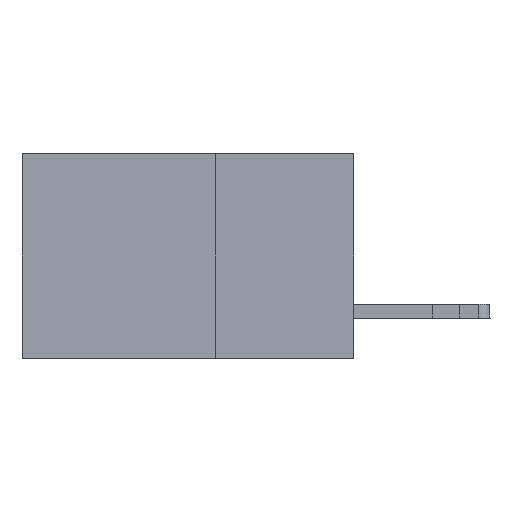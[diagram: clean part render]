
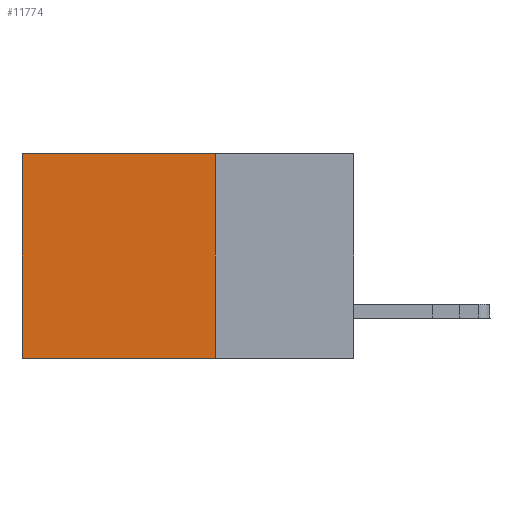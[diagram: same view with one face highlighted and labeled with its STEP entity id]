
A CAD part, left-side view. The second image highlights one B-rep face of the part: STEP entity #11774.
In plain terms, the highlighted planar face has unit normal (-1, 0, 0).
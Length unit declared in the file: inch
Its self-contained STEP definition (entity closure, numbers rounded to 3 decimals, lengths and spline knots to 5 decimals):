
#386 = CARTESIAN_POINT ( 'NONE',  ( 0.2875, 0.25, 0. ) ) ;
#923 = CARTESIAN_POINT ( 'NONE',  ( 0.2875, 0.6, -0.37 ) ) ;
#1680 = LINE ( 'NONE', #4072, #12046 ) ;
#2764 = EDGE_CURVE ( 'NONE', #13757, #12463, #1680, .T. ) ;
#4072 = CARTESIAN_POINT ( 'NONE',  ( 0.2875, 0.25, -0.37 ) ) ;
#4696 = DIRECTION ( 'NONE',  ( 1., 0., 0. ) ) ;
#4747 = EDGE_CURVE ( 'NONE', #15483, #13757, #13842, .T. ) ;
#4807 = FACE_OUTER_BOUND ( 'NONE', #5648, .T. ) ;
#5648 = EDGE_LOOP ( 'NONE', ( #16798, #17377, #14421, #7149 ) ) ;
#6178 = VECTOR ( 'NONE', #16060, 39.37008 ) ;
#6414 = PLANE ( 'NONE',  #12965 ) ;
#6501 = CARTESIAN_POINT ( 'NONE',  ( 0.2875, 0.6, 0. ) ) ;
#7149 = ORIENTED_EDGE ( 'NONE', *, *, #9135, .T. ) ;
#8994 = CARTESIAN_POINT ( 'NONE',  ( 0.2875, 0.25, 0. ) ) ;
#9135 = EDGE_CURVE ( 'NONE', #15483, #15241, #14001, .T. ) ;
#10519 = LINE ( 'NONE', #14216, #11512 ) ;
#11512 = VECTOR ( 'NONE', #12493, 39.37008 ) ;
#11770 = DIRECTION ( 'NONE',  ( 0., 0., -1. ) ) ;
#11774 = ADVANCED_FACE ( 'NONE', ( #4807 ), #6414, .F. ) ;
#11893 = VECTOR ( 'NONE', #22692, 39.37008 ) ;
#12046 = VECTOR ( 'NONE', #16454, 39.37008 ) ;
#12463 = VERTEX_POINT ( 'NONE', #923 ) ;
#12493 = DIRECTION ( 'NONE',  ( 0., 0., -1. ) ) ;
#12723 = EDGE_CURVE ( 'NONE', #15241, #12463, #10519, .T. ) ;
#12965 = AXIS2_PLACEMENT_3D ( 'NONE', #18825, #4696, #11770 ) ;
#13757 = VERTEX_POINT ( 'NONE', #19963 ) ;
#13842 = LINE ( 'NONE', #8994, #6178 ) ;
#14001 = LINE ( 'NONE', #19095, #11893 ) ;
#14216 = CARTESIAN_POINT ( 'NONE',  ( 0.2875, 0.6, 0. ) ) ;
#14421 = ORIENTED_EDGE ( 'NONE', *, *, #4747, .F. ) ;
#15241 = VERTEX_POINT ( 'NONE', #6501 ) ;
#15483 = VERTEX_POINT ( 'NONE', #386 ) ;
#16060 = DIRECTION ( 'NONE',  ( 0., 0., -1. ) ) ;
#16454 = DIRECTION ( 'NONE',  ( 0., 1., 0. ) ) ;
#16798 = ORIENTED_EDGE ( 'NONE', *, *, #12723, .T. ) ;
#17377 = ORIENTED_EDGE ( 'NONE', *, *, #2764, .F. ) ;
#18825 = CARTESIAN_POINT ( 'NONE',  ( 0.2875, 0.25, 0. ) ) ;
#19095 = CARTESIAN_POINT ( 'NONE',  ( 0.2875, 0.25, 0. ) ) ;
#19963 = CARTESIAN_POINT ( 'NONE',  ( 0.2875, 0.25, -0.37 ) ) ;
#22692 = DIRECTION ( 'NONE',  ( 0., 1., 0. ) ) ;
